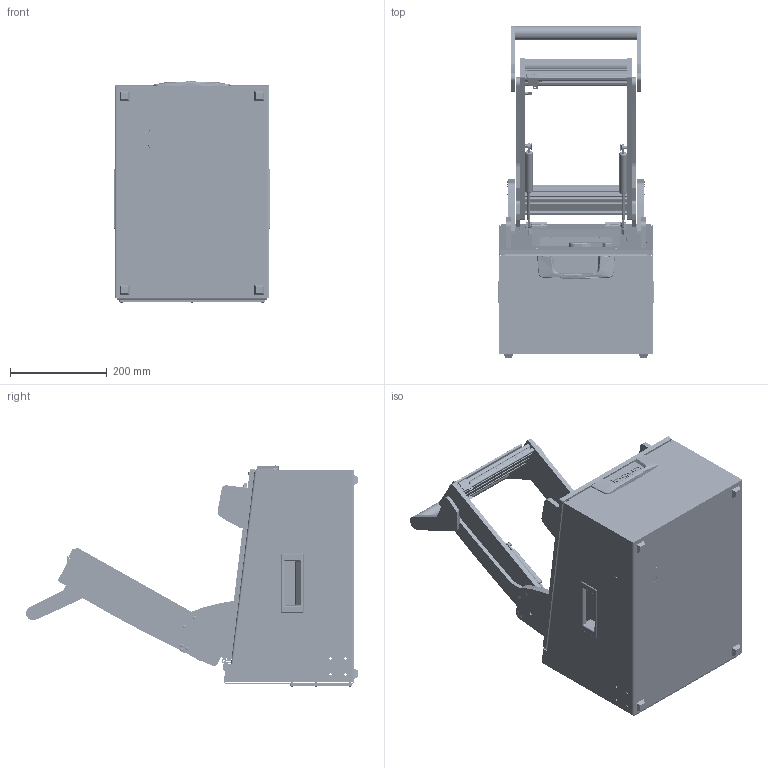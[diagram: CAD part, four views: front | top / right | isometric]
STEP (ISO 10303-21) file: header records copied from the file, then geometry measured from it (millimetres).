
FILE_DESCRIPTION (( 'STEP AP214' ), '1' );
FILE_NAME ('INGUN_33420_open.STEP', '2021-02-25T07:54:33', ( '' ), ( '' ), 'SwSTEP 2.0', 'SolidWorks 2018', '' );
FILE_SCHEMA (( 'AUTOMOTIVE_DESIGN' ));
Length unit declared in the file: millimetre
Products named in the file (92): 30758_01~0_S; ISO7380~n_M04,0x020; 35662~11_S; DIN6325~n_04,0m6x012; 2281~0; 3521~0_Spring Pin ISO 8752 - 3 x 16 - St; 20901_01~0; 35649~1_S; 39892~6_KUNDE<S>; DIN7991~n_M05,0x016; DIN6325~n_04,0m6x014; 36177~2; 30758_02~0_S; 39893~3_KUNDE<S>; 36175~4_S; 38786~1; 11536~1; 40569~1_S; 31109~0; 32578~1_S; DIN7991~n_M05,0x020; 34328~1_S; 39894~2_KUNDE<S>; 49317~0; DIN6325~n_04,0m6x016; 32724~1; 30915~0; 39891~3_KUNDE<S>; 32462~0_S; 109948~0_KUNDE<S>; 55713~1_KUNDE<S>; 35663~9_S; 53031~0_S; DIN6325~n_03,0m6x010; 55712~0_KUNDE<S>; 109949~0_KUNDE<S>; 31767~3_S; 33505~3_S; 2720~0; ISO7380~n_M05,0x008 ...
Assembly tree (203 placements, depth 5):
  INGUN_33420_open
    33505~3_S
      33478~2
      30758~0_S  x2
        30758_01~0_S
        30758_02~0_S
      20902~0
      20901~0_flexibel<Standard>
        20901~0_ohne Schiebeteil<Standard>
        20901_01~0
      31767~3_S
      2720~0  x4
      53032~0_S
      32171~0_S
      32462~0_S
      35334~0_S
      8804~0
      DIN7991~n_M05,0x016
      DIN985-A2~n_M05,0  x3
      DIN7991~n_M05,0x012  x2
      ISO7380~n_M04,0x012  x4
      DIN125~n_05,3 M05,0 Fase  x2
    36170~11_KUNDE offen<S>
      109769~0_offen<S>
        36174~14
        36175~4_S
        35662~11_S
        35663~9_S
        2281~0_180ø<Standard>  x2
          2281~0
        37188~1_S  x2
        53031~0_S
        35649~1_S
        37189~1_S
        31253~0_S
        30955~0_S
        30915~0
        ASR~-a-s-r_拱04,2x07x拌8  x2
        2528~0  x2
        31109~0
        36201~3_S
        DIN7991~n_M05,0x020  x6
        DIN6325~n_04,0m6x016  x2
        DIN6325~n_03,0m6x010  x4
        DIN7991~n_M05,0x016  x12
        DIN125~n_05,3 M05,0 Fase  x4
        DIN985-A2~n_M05,0  x4
        DIN6325~n_04,0m6x024
        DIN7991~n_M03,0x016 VA  x2
        DIN912~n_M04,0x012
        DIN6325~n_02,0m6x020
        ISO7380~n_M05,0x008  x2
        48727~1_S
          48726~2_S
          DIN6325~n_04,0m6x012
          48565~1_S
          DIN912~n_M04,0x020  x2
          DIN125~n_06,4 M06,0 Fase
          DIN125~n_04,3 M04,0  x2
          49317~0
Bounding box: 324.6 x 687.09 x 458.02 mm (x, y, z)
Volume: 4168639.3 mm3; surface area: 2363271.8 mm2
Topology: 196 solids, 196 shells, 4934 faces, 12380 edges, 7870 vertices
Faces by surface type: cylinder 2010, plane 1874, cone 654, bspline 217, sphere 96, torus 83
Entity records: 103954 total; most frequent: CARTESIAN_POINT 25109, DIRECTION 15783, ORIENTED_EDGE 14686, EDGE_CURVE 7343, AXIS2_PLACEMENT_3D 5896, VERTEX_POINT 4723, LINE 3991, VECTOR 3991
